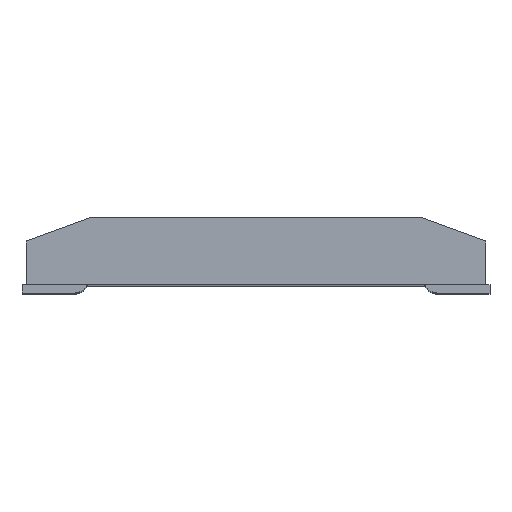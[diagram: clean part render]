
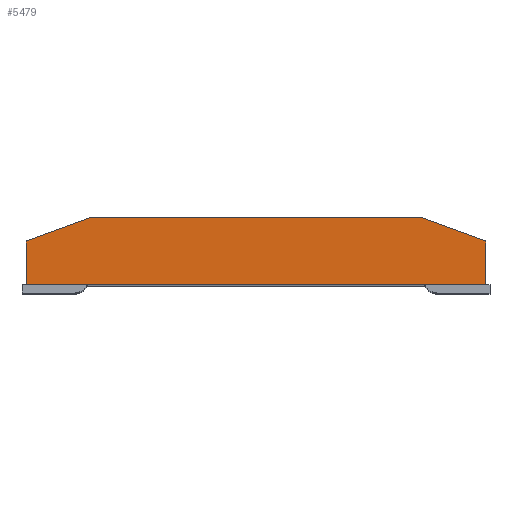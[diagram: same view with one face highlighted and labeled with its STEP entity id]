
A CAD part, top view. The second image highlights one B-rep face of the part: STEP entity #5479.
In plain terms, the highlighted planar face has unit normal (0, 0, 1).
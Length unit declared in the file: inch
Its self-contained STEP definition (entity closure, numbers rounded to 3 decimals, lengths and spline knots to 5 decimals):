
#79 = LINE ( 'NONE', #1433, #979 ) ;
#91 = LINE ( 'NONE', #1408, #163 ) ;
#147 = ORIENTED_EDGE ( 'NONE', *, *, #976, .T. ) ;
#163 = VECTOR ( 'NONE', #3889, 39.37008 ) ;
#504 = DIRECTION ( 'NONE',  ( 1., 0., 0. ) ) ;
#581 = EDGE_CURVE ( 'NONE', #2166, #3500, #2910, .T. ) ;
#689 = VECTOR ( 'NONE', #5633, 39.37008 ) ;
#888 = ORIENTED_EDGE ( 'NONE', *, *, #4138, .T. ) ;
#937 = DIRECTION ( 'NONE',  ( 0., 0., 1. ) ) ;
#943 = FACE_OUTER_BOUND ( 'NONE', #2148, .T. ) ;
#952 = VERTEX_POINT ( 'NONE', #4204 ) ;
#961 = CARTESIAN_POINT ( 'NONE',  ( -0.1576, 0.06252, 0.41339 ) ) ;
#976 = EDGE_CURVE ( 'NONE', #1457, #952, #5230, .T. ) ;
#979 = VECTOR ( 'NONE', #5218, 39.37008 ) ;
#1141 = VERTEX_POINT ( 'NONE', #4788 ) ;
#1145 = EDGE_CURVE ( 'NONE', #3500, #1457, #91, .T. ) ;
#1235 = ORIENTED_EDGE ( 'NONE', *, *, #1804, .T. ) ;
#1239 = CARTESIAN_POINT ( 'NONE',  ( -0.21654, 0., 0.41339 ) ) ;
#1254 = ORIENTED_EDGE ( 'NONE', *, *, #1818, .T. ) ;
#1373 = VERTEX_POINT ( 'NONE', #1239 ) ;
#1408 = CARTESIAN_POINT ( 'NONE',  ( 0.15491, 0.06299, 0.41339 ) ) ;
#1433 = CARTESIAN_POINT ( 'NONE',  ( 0.21654, 0.04107, 0.41339 ) ) ;
#1457 = VERTEX_POINT ( 'NONE', #4816 ) ;
#1804 = EDGE_CURVE ( 'NONE', #952, #3368, #3856, .T. ) ;
#1818 = EDGE_CURVE ( 'NONE', #2922, #1141, #4759, .T. ) ;
#1886 = PLANE ( 'NONE',  #5492 ) ;
#2103 = ORIENTED_EDGE ( 'NONE', *, *, #1145, .T. ) ;
#2148 = EDGE_LOOP ( 'NONE', ( #1235, #888, #4668, #1254, #4064, #5403, #2103, #147 ) ) ;
#2166 = VERTEX_POINT ( 'NONE', #5249 ) ;
#2233 = VECTOR ( 'NONE', #4820, 39.37008 ) ;
#2554 = AXIS2_PLACEMENT_3D ( 'NONE', #5571, #3702, #5975 ) ;
#2746 = CARTESIAN_POINT ( 'NONE',  ( 0.15491, 0.05512, 0.41339 ) ) ;
#2838 = DIRECTION ( 'NONE',  ( 0.342, 0.94, 0. ) ) ;
#2910 = CIRCLE ( 'NONE', #3010, 0.00787 ) ;
#2922 = VERTEX_POINT ( 'NONE', #4081 ) ;
#2927 = CARTESIAN_POINT ( 'NONE',  ( 0.21654, 0., 0.41339 ) ) ;
#3010 = AXIS2_PLACEMENT_3D ( 'NONE', #2746, #937, #2838 ) ;
#3121 = VECTOR ( 'NONE', #5756, 39.37008 ) ;
#3246 = CARTESIAN_POINT ( 'NONE',  ( -0.21654, 0.04107, 0.41339 ) ) ;
#3301 = CARTESIAN_POINT ( 'NONE',  ( -0.21654, 0.04107, 0.41339 ) ) ;
#3368 = VERTEX_POINT ( 'NONE', #3301 ) ;
#3387 = EDGE_CURVE ( 'NONE', #1373, #2922, #3694, .T. ) ;
#3500 = VERTEX_POINT ( 'NONE', #5153 ) ;
#3694 = LINE ( 'NONE', #5624, #4847 ) ;
#3702 = DIRECTION ( 'NONE',  ( 0., 0., 1. ) ) ;
#3704 = LINE ( 'NONE', #3246, #689 ) ;
#3779 = CARTESIAN_POINT ( 'NONE',  ( 0., 0.0315, 0.41339 ) ) ;
#3856 = LINE ( 'NONE', #961, #3121 ) ;
#3889 = DIRECTION ( 'NONE',  ( -1., 0., 0. ) ) ;
#4064 = ORIENTED_EDGE ( 'NONE', *, *, #4448, .T. ) ;
#4081 = CARTESIAN_POINT ( 'NONE',  ( 0.21654, 0., 0.41339 ) ) ;
#4138 = EDGE_CURVE ( 'NONE', #3368, #1373, #3704, .T. ) ;
#4204 = CARTESIAN_POINT ( 'NONE',  ( -0.1576, 0.06252, 0.41339 ) ) ;
#4448 = EDGE_CURVE ( 'NONE', #1141, #2166, #79, .T. ) ;
#4668 = ORIENTED_EDGE ( 'NONE', *, *, #3387, .T. ) ;
#4716 = DIRECTION ( 'NONE',  ( 0., 0., 1. ) ) ;
#4759 = LINE ( 'NONE', #2927, #2233 ) ;
#4788 = CARTESIAN_POINT ( 'NONE',  ( 0.21654, 0.04107, 0.41339 ) ) ;
#4816 = CARTESIAN_POINT ( 'NONE',  ( -0.15491, 0.06299, 0.41339 ) ) ;
#4820 = DIRECTION ( 'NONE',  ( 0., 1., 0. ) ) ;
#4847 = VECTOR ( 'NONE', #5595, 39.37008 ) ;
#5153 = CARTESIAN_POINT ( 'NONE',  ( 0.15491, 0.06299, 0.41339 ) ) ;
#5218 = DIRECTION ( 'NONE',  ( -0.94, 0.342, 0. ) ) ;
#5230 = CIRCLE ( 'NONE', #2554, 0.00787 ) ;
#5249 = CARTESIAN_POINT ( 'NONE',  ( 0.1576, 0.06252, 0.41339 ) ) ;
#5403 = ORIENTED_EDGE ( 'NONE', *, *, #581, .T. ) ;
#5479 = ADVANCED_FACE ( 'NONE', ( #943 ), #1886, .T. ) ;
#5492 = AXIS2_PLACEMENT_3D ( 'NONE', #3779, #4716, #504 ) ;
#5571 = CARTESIAN_POINT ( 'NONE',  ( -0.15491, 0.05512, 0.41339 ) ) ;
#5595 = DIRECTION ( 'NONE',  ( 1., 0., 0. ) ) ;
#5624 = CARTESIAN_POINT ( 'NONE',  ( -0.21654, 0., 0.41339 ) ) ;
#5633 = DIRECTION ( 'NONE',  ( 0., -1., 0. ) ) ;
#5756 = DIRECTION ( 'NONE',  ( -0.94, -0.342, 0. ) ) ;
#5975 = DIRECTION ( 'NONE',  ( 0., 1., 0. ) ) ;
